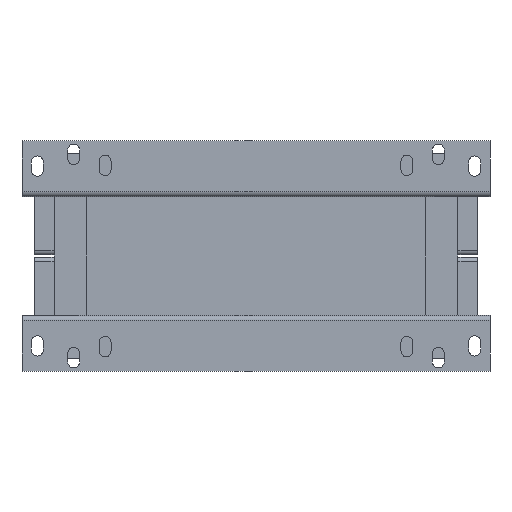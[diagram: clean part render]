
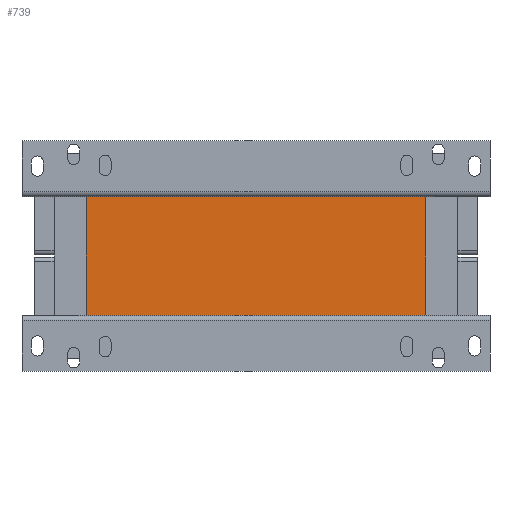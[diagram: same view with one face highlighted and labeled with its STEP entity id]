
A CAD part, front view. The second image highlights one B-rep face of the part: STEP entity #739.
In plain terms, the highlighted planar face has unit normal (0, -1, 0).
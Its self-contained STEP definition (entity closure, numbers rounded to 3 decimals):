
#739 = ADVANCED_FACE ( 'Defeature ausgef�hrt2_23', ( #10394 ), #6643, .F. ) ;
#755 = CARTESIAN_POINT ( 'NONE',  ( -200., -200., 70. ) ) ;
#1793 = VECTOR ( 'NONE', #19316, 1000. ) ;
#1880 = AXIS2_PLACEMENT_3D ( 'NONE', #755, #14451, #10685 ) ;
#2845 = ORIENTED_EDGE ( 'NONE', *, *, #13735, .F. ) ;
#3309 = LINE ( 'NONE', #21609, #3896 ) ;
#3318 = CARTESIAN_POINT ( 'NONE',  ( -200., -200., 70. ) ) ;
#3673 = CARTESIAN_POINT ( 'NONE',  ( -200., -200., -70. ) ) ;
#3896 = VECTOR ( 'NONE', #3920, 1000. ) ;
#3920 = DIRECTION ( 'NONE',  ( 0., 0., -1. ) ) ;
#4463 = LINE ( 'NONE', #24301, #10603 ) ;
#4497 = ORIENTED_EDGE ( 'NONE', *, *, #11954, .T. ) ;
#6539 = CARTESIAN_POINT ( 'NONE',  ( -200., -200., 70. ) ) ;
#6643 = PLANE ( 'NONE',  #1880 ) ;
#6862 = ORIENTED_EDGE ( 'NONE', *, *, #18636, .T. ) ;
#7238 = CARTESIAN_POINT ( 'NONE',  ( -200., -200., -70. ) ) ;
#7346 = VERTEX_POINT ( 'NONE', #6539 ) ;
#10394 = FACE_OUTER_BOUND ( 'NONE', #18756, .T. ) ;
#10603 = VECTOR ( 'NONE', #24129, 1000. ) ;
#10685 = DIRECTION ( 'NONE',  ( 0., 0., 1. ) ) ;
#11954 = EDGE_CURVE ( 'Defeature ausgef�hrt2_23+Defeature ausgef�hrt2_495+Defeature ausgef�hrt2_17+Defeature ausgef�hrt2_18', #19411, #22752, #21036, .T. ) ;
#12121 = EDGE_CURVE ( 'Defeature ausgef�hrt2_18+Defeature ausgef�hrt2_23+Defeature ausgef�hrt2_494+Defeature ausgef�hrt2_495', #25295, #22752, #3309, .T. ) ;
#13735 = EDGE_CURVE ( 'Defeature ausgef�hrt2_494+Defeature ausgef�hrt2_23+Defeature ausgef�hrt2_17+Defeature ausgef�hrt2_18', #7346, #25295, #14244, .T. ) ;
#14244 = LINE ( 'NONE', #3318, #16677 ) ;
#14451 = DIRECTION ( 'NONE',  ( 0., 1., 0. ) ) ;
#16677 = VECTOR ( 'NONE', #20901, 1000. ) ;
#18636 = EDGE_CURVE ( 'Defeature ausgef�hrt2_23+Defeature ausgef�hrt2_17+Defeature ausgef�hrt2_494+Defeature ausgef�hrt2_495', #7346, #19411, #4463, .T. ) ;
#18756 = EDGE_LOOP ( 'NONE', ( #4497, #20518, #2845, #6862 ) ) ;
#19316 = DIRECTION ( 'NONE',  ( 1., 0., 0. ) ) ;
#19411 = VERTEX_POINT ( 'NONE', #7238 ) ;
#19928 = CARTESIAN_POINT ( 'NONE',  ( 200., -200., -70. ) ) ;
#20518 = ORIENTED_EDGE ( 'NONE', *, *, #12121, .F. ) ;
#20901 = DIRECTION ( 'NONE',  ( 1., 0., 0. ) ) ;
#21036 = LINE ( 'NONE', #3673, #1793 ) ;
#21441 = CARTESIAN_POINT ( 'NONE',  ( 200., -200., 70. ) ) ;
#21609 = CARTESIAN_POINT ( 'NONE',  ( 200., -200., 70. ) ) ;
#22752 = VERTEX_POINT ( 'NONE', #19928 ) ;
#24129 = DIRECTION ( 'NONE',  ( 0., 0., -1. ) ) ;
#24301 = CARTESIAN_POINT ( 'NONE',  ( -200., -200., 70. ) ) ;
#25295 = VERTEX_POINT ( 'NONE', #21441 ) ;
